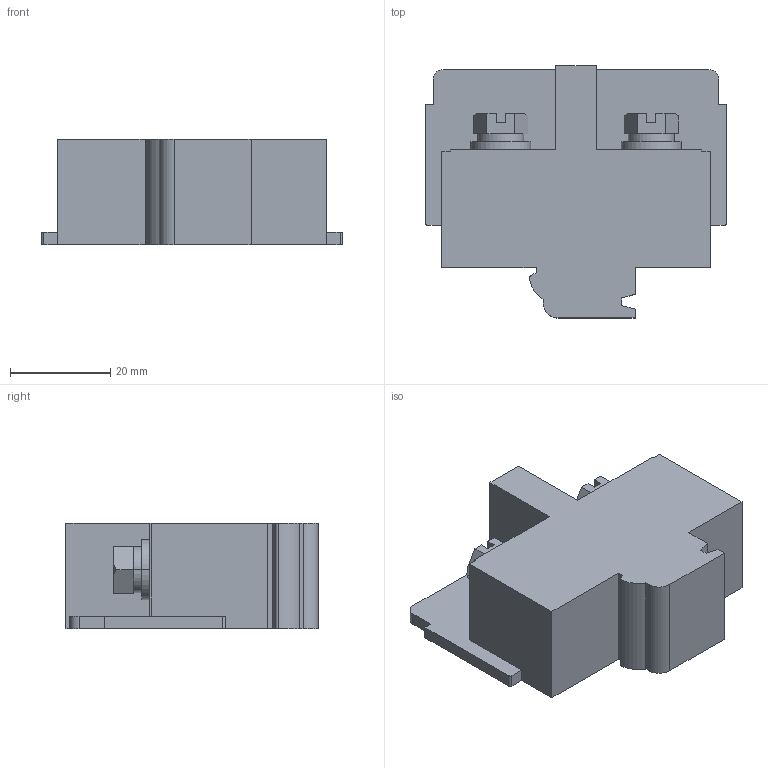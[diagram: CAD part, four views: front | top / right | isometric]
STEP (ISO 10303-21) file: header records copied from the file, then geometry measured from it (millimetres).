
FILE_DESCRIPTION((''),'2;1');
FILE_NAME('JF25','2023-11-08T',('dell'),(''),'PRO/ENGINEER BY PARAMETRIC TECHNOLOGY CORPORATION, 2013230','PRO/ENGINEER BY PARAMETRIC TECHNOLOGY CORPORATION, 2013230','');
FILE_SCHEMA(('AUTOMOTIVE_DESIGN { 1 0 10303 214 1 1 1 1 }'));
Length unit declared in the file: millimetre
Products named in the file (1): JF25
Bounding box: 60 x 50.19 x 21 mm (x, y, z)
Volume: 36497.9 mm3; surface area: 9980 mm2
Topology: 1 solids, 1 shells, 81 faces, 219 edges, 146 vertices
Faces by surface type: plane 66, cylinder 15
Entity records: 2591 total; most frequent: CARTESIAN_POINT 448, ORIENTED_EDGE 438, DIRECTION 411, EDGE_CURVE 219, VECTOR 189, LINE 189, VERTEX_POINT 146, AXIS2_PLACEMENT_3D 111
